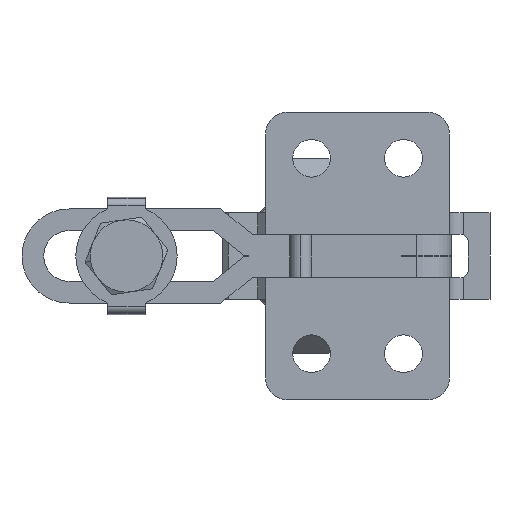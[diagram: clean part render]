
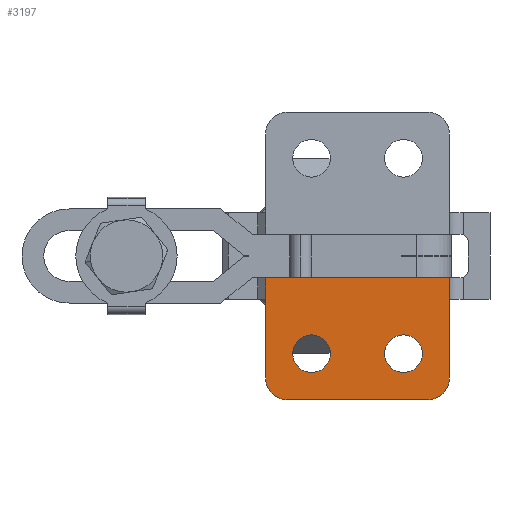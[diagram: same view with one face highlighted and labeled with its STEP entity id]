
A CAD part, front view. The second image highlights one B-rep face of the part: STEP entity #3197.
In plain terms, the highlighted planar face has unit normal (0, -1, 0).
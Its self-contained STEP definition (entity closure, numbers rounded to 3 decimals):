
#3 = ORIENTED_EDGE ( 'NONE', *, *, #2313, .T. ) ;
#17 = VERTEX_POINT ( 'NONE', #12135 ) ;
#202 = ORIENTED_EDGE ( 'NONE', *, *, #13101, .T. ) ;
#203 = CARTESIAN_POINT ( 'NONE',  ( -22.4, 0.05, -19.85 ) ) ;
#464 = CARTESIAN_POINT ( 'NONE',  ( -25.399, 0.05, -3. ) ) ;
#549 = EDGE_CURVE ( 'NONE', #1884, #12392, #9464, .T. ) ;
#553 = ORIENTED_EDGE ( 'NONE', *, *, #2899, .T. ) ;
#666 = DIRECTION ( 'NONE',  ( 0., 0., 1. ) ) ;
#909 = LINE ( 'NONE', #9621, #11525 ) ;
#954 = DIRECTION ( 'NONE',  ( 0., -1., 0. ) ) ;
#1017 = LINE ( 'NONE', #2762, #11629 ) ;
#1080 = CARTESIAN_POINT ( 'NONE',  ( -19.05, 0.05, -13.5 ) ) ;
#1099 = ORIENTED_EDGE ( 'NONE', *, *, #11308, .F. ) ;
#1175 = AXIS2_PLACEMENT_3D ( 'NONE', #12216, #6073, #13273 ) ;
#1399 = EDGE_CURVE ( 'NONE', #17, #12967, #909, .T. ) ;
#1884 = VERTEX_POINT ( 'NONE', #3150 ) ;
#2127 = DIRECTION ( 'NONE',  ( 0., 0., 1. ) ) ;
#2313 = EDGE_CURVE ( 'NONE', #12392, #12474, #10304, .T. ) ;
#2469 = VECTOR ( 'NONE', #7420, 1000. ) ;
#2536 = AXIS2_PLACEMENT_3D ( 'NONE', #4151, #11285, #5177 ) ;
#2639 = VERTEX_POINT ( 'NONE', #12295 ) ;
#2762 = CARTESIAN_POINT ( 'NONE',  ( -26.765, 0.05, -3. ) ) ;
#2899 = EDGE_CURVE ( 'NONE', #7017, #1884, #5187, .T. ) ;
#2931 = DIRECTION ( 'NONE',  ( 0., -1., 0. ) ) ;
#2982 = ORIENTED_EDGE ( 'NONE', *, *, #8509, .T. ) ;
#3016 = CARTESIAN_POINT ( 'NONE',  ( 0., 0.05, -16.85 ) ) ;
#3150 = CARTESIAN_POINT ( 'NONE',  ( -3., 0.05, -19.85 ) ) ;
#3197 = ADVANCED_FACE ( 'NONE', ( #8838, #11572, #3402 ), #9939, .F. ) ;
#3220 = CARTESIAN_POINT ( 'NONE',  ( -3., 0.05, -16.85 ) ) ;
#3402 = FACE_OUTER_BOUND ( 'NONE', #12914, .T. ) ;
#3403 = ORIENTED_EDGE ( 'NONE', *, *, #6582, .F. ) ;
#3616 = CARTESIAN_POINT ( 'NONE',  ( -25.399, 0.05, -6. ) ) ;
#3651 = CARTESIAN_POINT ( 'NONE',  ( -22.4, 0.05, -19.85 ) ) ;
#3797 = DIRECTION ( 'NONE',  ( -1., 0., 0. ) ) ;
#4062 = CARTESIAN_POINT ( 'NONE',  ( -25.399, 0.05, 111.908 ) ) ;
#4151 = CARTESIAN_POINT ( 'NONE',  ( -19.05, 0.05, -13.5 ) ) ;
#4207 = CARTESIAN_POINT ( 'NONE',  ( -25.4, 0.05, -16.85 ) ) ;
#4389 = CARTESIAN_POINT ( 'NONE',  ( -25.4, 0.05, -6. ) ) ;
#4433 = VECTOR ( 'NONE', #11194, 1000. ) ;
#4497 = AXIS2_PLACEMENT_3D ( 'NONE', #3220, #6282, #9418 ) ;
#4553 = AXIS2_PLACEMENT_3D ( 'NONE', #9022, #2931, #10058 ) ;
#4674 = CIRCLE ( 'NONE', #4553, 3. ) ;
#4744 = VERTEX_POINT ( 'NONE', #10653 ) ;
#5177 = DIRECTION ( 'NONE',  ( 0., 0., 1. ) ) ;
#5187 = LINE ( 'NONE', #203, #2469 ) ;
#5763 = ORIENTED_EDGE ( 'NONE', *, *, #549, .T. ) ;
#5883 = DIRECTION ( 'NONE',  ( 0., 1., 0. ) ) ;
#6073 = DIRECTION ( 'NONE',  ( 0., -1., 0. ) ) ;
#6138 = EDGE_LOOP ( 'NONE', ( #11555, #1099 ) ) ;
#6205 = CIRCLE ( 'NONE', #12378, 2.6 ) ;
#6282 = DIRECTION ( 'NONE',  ( 0., -1., 0. ) ) ;
#6395 = VERTEX_POINT ( 'NONE', #3616 ) ;
#6582 = EDGE_CURVE ( 'NONE', #6395, #8326, #12265, .T. ) ;
#6635 = VECTOR ( 'NONE', #10472, 1000. ) ;
#6669 = ORIENTED_EDGE ( 'NONE', *, *, #1399, .T. ) ;
#7017 = VERTEX_POINT ( 'NONE', #3651 ) ;
#7094 = CARTESIAN_POINT ( 'NONE',  ( -6.35, 0.05, -13.5 ) ) ;
#7231 = VERTEX_POINT ( 'NONE', #9107 ) ;
#7245 = VERTEX_POINT ( 'NONE', #11219 ) ;
#7420 = DIRECTION ( 'NONE',  ( 1., 0., 0. ) ) ;
#7574 = VECTOR ( 'NONE', #666, 1000. ) ;
#8144 = DIRECTION ( 'NONE',  ( 0., 0., 1. ) ) ;
#8270 = DIRECTION ( 'NONE',  ( 0., -1., 0. ) ) ;
#8326 = VERTEX_POINT ( 'NONE', #464 ) ;
#8509 = EDGE_CURVE ( 'NONE', #12967, #7017, #4674, .T. ) ;
#8838 = FACE_BOUND ( 'NONE', #6138, .T. ) ;
#8900 = ORIENTED_EDGE ( 'NONE', *, *, #11962, .F. ) ;
#8926 = CIRCLE ( 'NONE', #2536, 2.6 ) ;
#9022 = CARTESIAN_POINT ( 'NONE',  ( -22.4, 0.05, -16.85 ) ) ;
#9107 = CARTESIAN_POINT ( 'NONE',  ( -19.05, 0.05, -16.1 ) ) ;
#9242 = EDGE_CURVE ( 'NONE', #7231, #7245, #9590, .T. ) ;
#9355 = LINE ( 'NONE', #4389, #6635 ) ;
#9418 = DIRECTION ( 'NONE',  ( 0., 0., 1. ) ) ;
#9464 = CIRCLE ( 'NONE', #4497, 3. ) ;
#9590 = CIRCLE ( 'NONE', #12270, 2.6 ) ;
#9621 = CARTESIAN_POINT ( 'NONE',  ( -25.4, 0.05, -16.85 ) ) ;
#9693 = CIRCLE ( 'NONE', #1175, 2.6 ) ;
#9939 = PLANE ( 'NONE',  #11180 ) ;
#10058 = DIRECTION ( 'NONE',  ( 0., 0., 1. ) ) ;
#10304 = LINE ( 'NONE', #11061, #7574 ) ;
#10472 = DIRECTION ( 'NONE',  ( -1., 0., 0. ) ) ;
#10515 = DIRECTION ( 'NONE',  ( 0., 0., -1. ) ) ;
#10528 = EDGE_CURVE ( 'NONE', #12474, #8326, #1017, .T. ) ;
#10653 = CARTESIAN_POINT ( 'NONE',  ( -6.35, 0.05, -16.1 ) ) ;
#10879 = CARTESIAN_POINT ( 'NONE',  ( -27.949, 0.05, 111.908 ) ) ;
#10925 = ORIENTED_EDGE ( 'NONE', *, *, #9242, .F. ) ;
#11061 = CARTESIAN_POINT ( 'NONE',  ( 0., 0.05, -6. ) ) ;
#11180 = AXIS2_PLACEMENT_3D ( 'NONE', #10879, #5883, #13086 ) ;
#11194 = DIRECTION ( 'NONE',  ( 0., 0., 1. ) ) ;
#11219 = CARTESIAN_POINT ( 'NONE',  ( -19.05, 0.05, -10.9 ) ) ;
#11285 = DIRECTION ( 'NONE',  ( 0., -1., 0. ) ) ;
#11308 = EDGE_CURVE ( 'NONE', #2639, #4744, #9693, .T. ) ;
#11454 = CARTESIAN_POINT ( 'NONE',  ( 0., 0.05, -3. ) ) ;
#11525 = VECTOR ( 'NONE', #10515, 1000. ) ;
#11555 = ORIENTED_EDGE ( 'NONE', *, *, #11902, .F. ) ;
#11572 = FACE_BOUND ( 'NONE', #11607, .T. ) ;
#11607 = EDGE_LOOP ( 'NONE', ( #10925, #8900 ) ) ;
#11629 = VECTOR ( 'NONE', #3797, 1000. ) ;
#11902 = EDGE_CURVE ( 'NONE', #4744, #2639, #6205, .T. ) ;
#11962 = EDGE_CURVE ( 'NONE', #7245, #7231, #8926, .T. ) ;
#12135 = CARTESIAN_POINT ( 'NONE',  ( -25.4, 0.05, -6. ) ) ;
#12216 = CARTESIAN_POINT ( 'NONE',  ( -6.35, 0.05, -13.5 ) ) ;
#12265 = LINE ( 'NONE', #4062, #4433 ) ;
#12270 = AXIS2_PLACEMENT_3D ( 'NONE', #1080, #8270, #2127 ) ;
#12295 = CARTESIAN_POINT ( 'NONE',  ( -6.35, 0.05, -10.9 ) ) ;
#12378 = AXIS2_PLACEMENT_3D ( 'NONE', #7094, #954, #8144 ) ;
#12392 = VERTEX_POINT ( 'NONE', #3016 ) ;
#12474 = VERTEX_POINT ( 'NONE', #11454 ) ;
#12914 = EDGE_LOOP ( 'NONE', ( #3, #12926, #3403, #202, #6669, #2982, #553, #5763 ) ) ;
#12926 = ORIENTED_EDGE ( 'NONE', *, *, #10528, .T. ) ;
#12967 = VERTEX_POINT ( 'NONE', #4207 ) ;
#13086 = DIRECTION ( 'NONE',  ( 0., 0., 1. ) ) ;
#13101 = EDGE_CURVE ( 'NONE', #6395, #17, #9355, .T. ) ;
#13273 = DIRECTION ( 'NONE',  ( 0., 0., 1. ) ) ;
